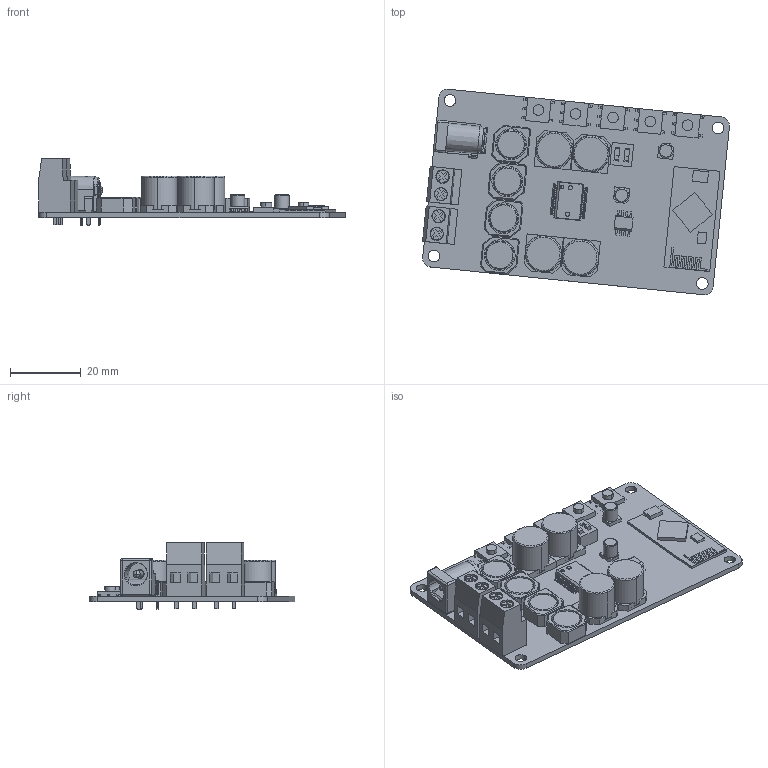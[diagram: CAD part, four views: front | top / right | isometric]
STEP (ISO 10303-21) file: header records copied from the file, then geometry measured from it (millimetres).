
FILE_DESCRIPTION(('CATIA V5 STEP Exchange'),'2;1');
FILE_NAME('Amplificateur TDA7492P bluetooth.stp','2018-06-03T15:44:05+00:00',('none'),('none'),'CATIA Version 5 Release 19 GA (IN-10)','CATIA V5 STEP AP203','none');
FILE_SCHEMA(('CONFIG_CONTROL_DESIGN'));
Length unit declared in the file: millimetre
Products named in the file (1): Amplificateur TDA7492P bluetooth
Assembly tree (23 placements, depth 2):
  Amplificateur TDA7492P bluetooth
    #56
    #1403  x2
    #3426  x5
    #4645  x2
    #5018
    #7242
    #17551  x4
    #18184  x4
    #18901
    #24914
    #26704
Bounding box: 86.73 x 58.1 x 18.92 mm (x, y, z)
Volume: 14997.7 mm3; surface area: 19614.6 mm2
Topology: 28 solids, 28 shells, 1393 faces, 3467 edges, 2193 vertices
Faces by surface type: plane 1128, cylinder 203, sphere 24, torus 20, cone 16, revolution 2
Entity records: 27618 total; most frequent: CARTESIAN_POINT 5437, ORIENTED_EDGE 5000, DIRECTION 3603, EDGE_CURVE 2500, VECTOR 2123, LINE 2123, VERTEX_POINT 1573, EDGE_LOOP 1077
